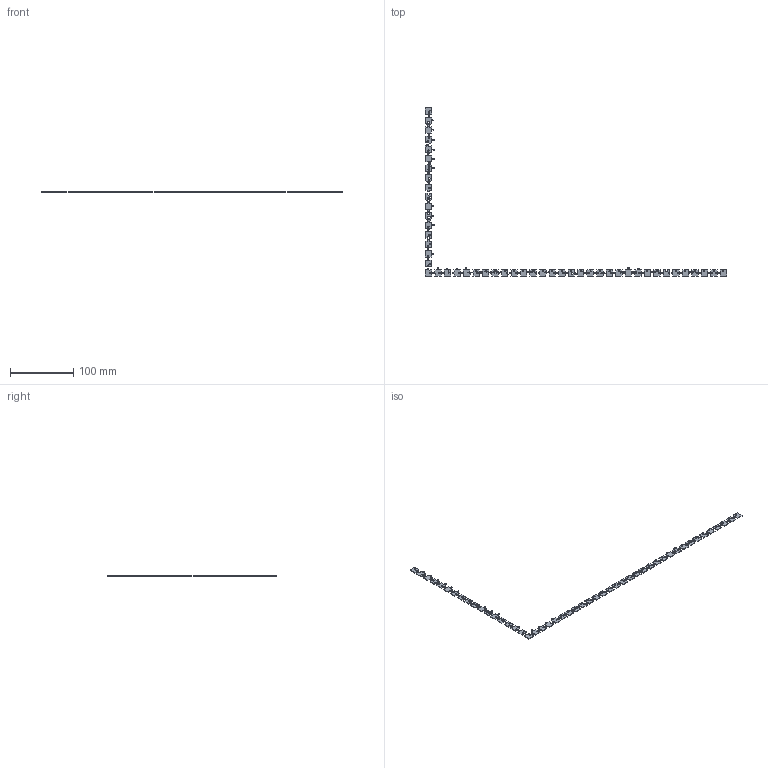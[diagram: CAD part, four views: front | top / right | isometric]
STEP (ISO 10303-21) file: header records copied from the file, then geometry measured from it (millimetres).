
FILE_DESCRIPTION(('HOOPS Exchange Step'),'2;1');
FILE_NAME('temp_export','2024-07-15T12:30:04+08:00',('sharma21'),('Shapr3D Limited'),'HOOPS Exchange 2024.2','Shapr3D','Authorized');
FILE_SCHEMA( ('AUTOMOTIVE_DESIGN { 1 0 10303 214 1 1 1 1 }') );
Length unit declared in the file: millimetre
Products named in the file (1): root
Bounding box: 475 x 265 x 1 mm (x, y, z)
Volume: 4869 mm3; surface area: 12604.5 mm2
Topology: 49 solids, 49 shells, 294 faces, 588 edges, 392 vertices
Faces by surface type: plane 150, bspline 144
Entity records: 9476 total; most frequent: CARTESIAN_POINT 4331, ORIENTED_EDGE 1176, DIRECTION 602, EDGE_CURVE 588, VERTEX_POINT 392, VECTOR 300, LINE 300, EDGE_LOOP 294
